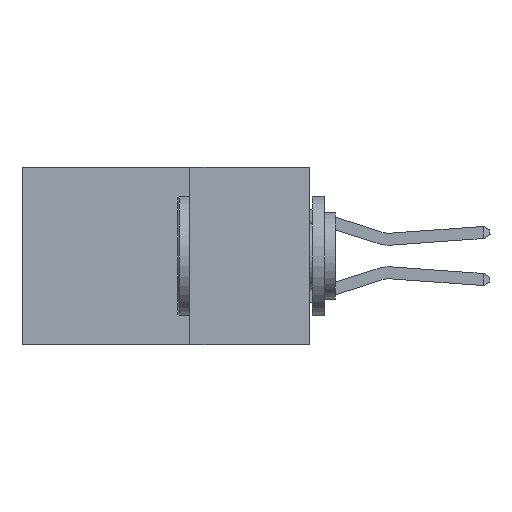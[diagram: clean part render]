
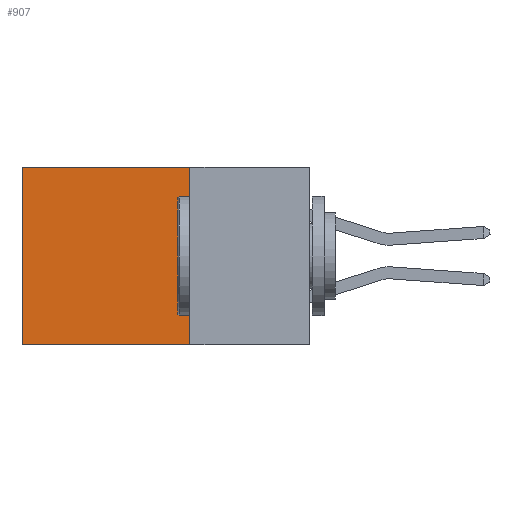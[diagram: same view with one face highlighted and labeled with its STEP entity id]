
A CAD part, left-side view. The second image highlights one B-rep face of the part: STEP entity #907.
In plain terms, the highlighted planar face has unit normal (-1, 0, 0).
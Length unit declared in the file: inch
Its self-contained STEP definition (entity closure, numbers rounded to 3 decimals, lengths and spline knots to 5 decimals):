
#243 = CARTESIAN_POINT ( 'NONE',  ( 0.2615, 0.25, -0.37 ) ) ;
#405 = CARTESIAN_POINT ( 'NONE',  ( 0.2615, 0.6, -0.37 ) ) ;
#907 = ADVANCED_FACE ( 'NONE', ( #5901 ), #14545, .F. ) ;
#1348 = VERTEX_POINT ( 'NONE', #243 ) ;
#1632 = EDGE_CURVE ( 'NONE', #7843, #6289, #6909, .T. ) ;
#2715 = DIRECTION ( 'NONE',  ( 0., 1., 0. ) ) ;
#3085 = ORIENTED_EDGE ( 'NONE', *, *, #1632, .T. ) ;
#3095 = CARTESIAN_POINT ( 'NONE',  ( 0.2615, 0.25, -0.37 ) ) ;
#3765 = LINE ( 'NONE', #9484, #4782 ) ;
#4086 = CARTESIAN_POINT ( 'NONE',  ( 0.2615, 0.6, -0.37 ) ) ;
#4782 = VECTOR ( 'NONE', #15219, 39.37008 ) ;
#5443 = ORIENTED_EDGE ( 'NONE', *, *, #9247, .F. ) ;
#5573 = VECTOR ( 'NONE', #16683, 39.37008 ) ;
#5619 = VECTOR ( 'NONE', #2715, 39.37008 ) ;
#5901 = FACE_OUTER_BOUND ( 'NONE', #11785, .T. ) ;
#6289 = VERTEX_POINT ( 'NONE', #405 ) ;
#6739 = VECTOR ( 'NONE', #18064, 39.37008 ) ;
#6909 = LINE ( 'NONE', #4086, #6739 ) ;
#7176 = ORIENTED_EDGE ( 'NONE', *, *, #12275, .T. ) ;
#7189 = CARTESIAN_POINT ( 'NONE',  ( 0.2615, 0.6, 0. ) ) ;
#7843 = VERTEX_POINT ( 'NONE', #7189 ) ;
#7964 = LINE ( 'NONE', #13687, #5573 ) ;
#8542 = DIRECTION ( 'NONE',  ( 0., 0., -1. ) ) ;
#9247 = EDGE_CURVE ( 'NONE', #1348, #6289, #11350, .T. ) ;
#9484 = CARTESIAN_POINT ( 'NONE',  ( 0.2615, 0.25, -0.37 ) ) ;
#10658 = CARTESIAN_POINT ( 'NONE',  ( 0.2615, 0.25, 0. ) ) ;
#11350 = LINE ( 'NONE', #17068, #5619 ) ;
#11785 = EDGE_LOOP ( 'NONE', ( #3085, #5443, #17204, #7176 ) ) ;
#12275 = EDGE_CURVE ( 'NONE', #15392, #7843, #7964, .T. ) ;
#13687 = CARTESIAN_POINT ( 'NONE',  ( 0.2615, 0.25, 0. ) ) ;
#14167 = AXIS2_PLACEMENT_3D ( 'NONE', #3095, #17535, #8542 ) ;
#14545 = PLANE ( 'NONE',  #14167 ) ;
#15219 = DIRECTION ( 'NONE',  ( 0., 0., -1. ) ) ;
#15392 = VERTEX_POINT ( 'NONE', #10658 ) ;
#16576 = EDGE_CURVE ( 'NONE', #15392, #1348, #3765, .T. ) ;
#16683 = DIRECTION ( 'NONE',  ( 0., 1., 0. ) ) ;
#17068 = CARTESIAN_POINT ( 'NONE',  ( 0.2615, 0.25, -0.37 ) ) ;
#17204 = ORIENTED_EDGE ( 'NONE', *, *, #16576, .F. ) ;
#17535 = DIRECTION ( 'NONE',  ( 1., 0., 0. ) ) ;
#18064 = DIRECTION ( 'NONE',  ( 0., 0., -1. ) ) ;
